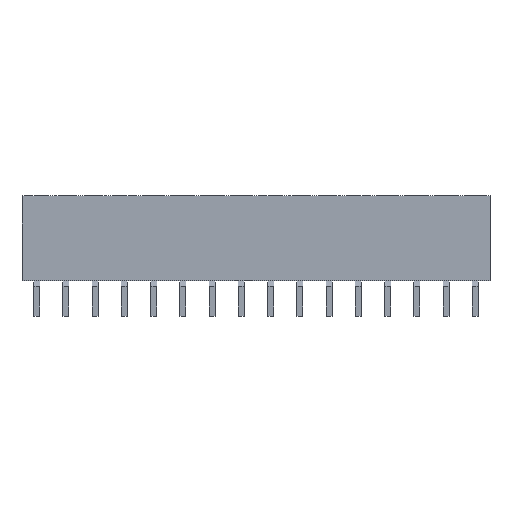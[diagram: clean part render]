
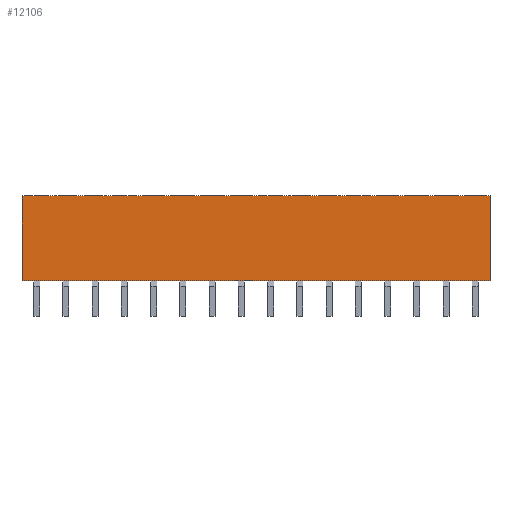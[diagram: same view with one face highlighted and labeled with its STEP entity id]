
A CAD part, top view. The second image highlights one B-rep face of the part: STEP entity #12106.
In plain terms, the highlighted planar face has unit normal (0, 0, 1).
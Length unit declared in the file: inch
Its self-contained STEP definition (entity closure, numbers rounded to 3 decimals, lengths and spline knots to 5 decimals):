
#113=ORIENTED_EDGE('',*,*,#3702,.T.);
#114=ORIENTED_EDGE('',*,*,#3703,.F.);
#115=ORIENTED_EDGE('',*,*,#3631,.F.);
#116=ORIENTED_EDGE('',*,*,#3701,.T.);
#3631=EDGE_CURVE('',#5427,#5428,#6603,.T.);
#3701=EDGE_CURVE('',#5427,#5495,#6673,.T.);
#3702=EDGE_CURVE('',#5495,#5496,#6674,.T.);
#3703=EDGE_CURVE('',#5428,#5496,#6675,.T.);
#5427=VERTEX_POINT('',#16330);
#5428=VERTEX_POINT('',#16332);
#5495=VERTEX_POINT('',#16470);
#5496=VERTEX_POINT('',#16474);
#6603=LINE('',#16331,#8399);
#6673=LINE('',#16471,#8469);
#6674=LINE('',#16473,#8470);
#6675=LINE('',#16475,#8471);
#8399=VECTOR('',#13338,39.37008);
#8469=VECTOR('',#13412,39.37008);
#8470=VECTOR('',#13415,39.37008);
#8471=VECTOR('',#13416,39.37008);
#10212=EDGE_LOOP('',(#113,#114,#115,#116));
#10870=FACE_BOUND('',#10212,.T.);
#11512=PLANE('',#12738);
#12106=ADVANCED_FACE('',(#10870),#11512,.F.);
#12738=AXIS2_PLACEMENT_3D('',#16472,#13413,#13414);
#13338=DIRECTION('',(1.,0.,0.));
#13412=DIRECTION('',(0.,-1.,0.));
#13413=DIRECTION('',(0.,0.,-1.));
#13414=DIRECTION('',(-1.,0.,0.));
#13415=DIRECTION('',(1.,0.,0.));
#13416=DIRECTION('',(0.,-1.,0.));
#16330=CARTESIAN_POINT('',(-0.8,0.29,0.05));
#16331=CARTESIAN_POINT('',(-0.8,0.29,0.05));
#16332=CARTESIAN_POINT('',(0.8,0.29,0.05));
#16470=CARTESIAN_POINT('',(-0.8,0.,0.05));
#16471=CARTESIAN_POINT('',(-0.8,0.29,0.05));
#16472=CARTESIAN_POINT('',(-0.8,0.29,0.05));
#16473=CARTESIAN_POINT('',(-0.8,0.,0.05));
#16474=CARTESIAN_POINT('',(0.8,0.,0.05));
#16475=CARTESIAN_POINT('',(0.8,0.29,0.05));
